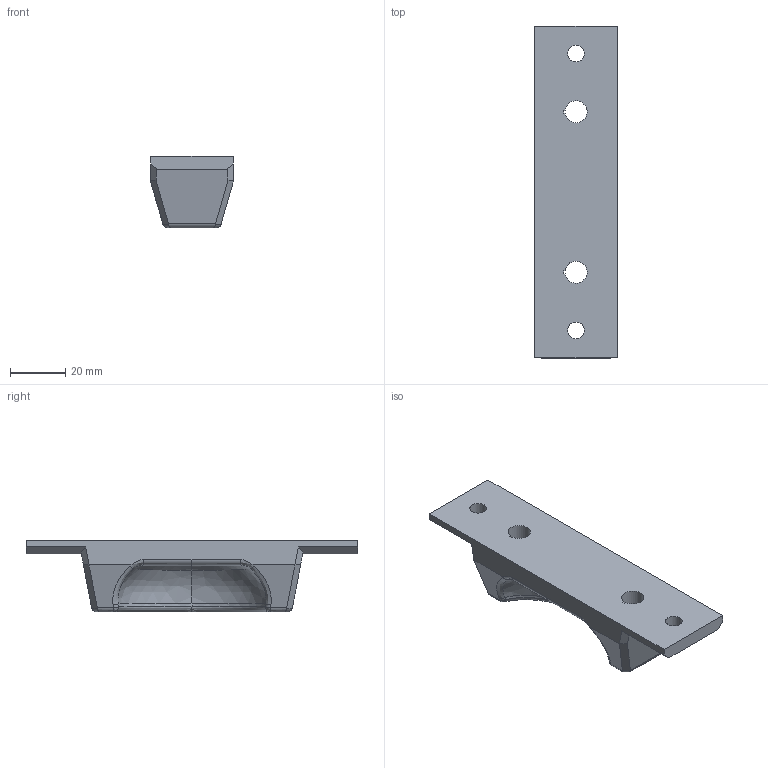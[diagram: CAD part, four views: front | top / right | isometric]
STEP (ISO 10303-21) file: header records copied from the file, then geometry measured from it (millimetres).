
FILE_DESCRIPTION(('FreeCAD Model'),'2;1');
FILE_NAME('UpperRailHold.step','2015-08-11T14:23:30',('Author'),( ''),'Open CASCADE STEP processor 6.8','FreeCAD','Unknown');
FILE_SCHEMA(('AUTOMOTIVE_DESIGN_CC2 { 1 2 10303 214 -1 1 5 4 }'));
Length unit declared in the file: millimetre
Products named in the file (2): ASSEMBLY; UpperRailHold
Assembly tree (1 placements, depth 2):
  ASSEMBLY
    UpperRailHold
Bounding box: 30 x 120 x 26 mm (x, y, z)
Volume: 45830.1 mm3; surface area: 13148.2 mm2
Topology: 1 solids, 1 shells, 64 faces, 171 edges, 109 vertices
Faces by surface type: plane 31, bspline 20, cylinder 13
Full cylindrical faces by diameter (mm): 6 x2
Entity records: 9083 total; most frequent: CARTESIAN_POINT 5952, DIRECTION 472, ORIENTED_EDGE 342, PCURVE 342, DEFINITIONAL_REPRESENTATION 342, LINE 328, VECTOR 328, EDGE_CURVE 171
